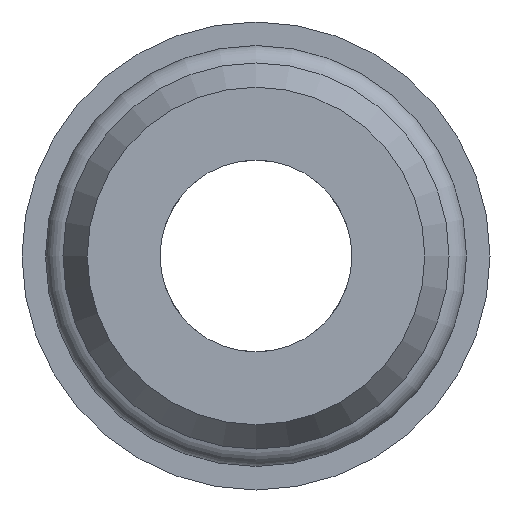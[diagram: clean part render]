
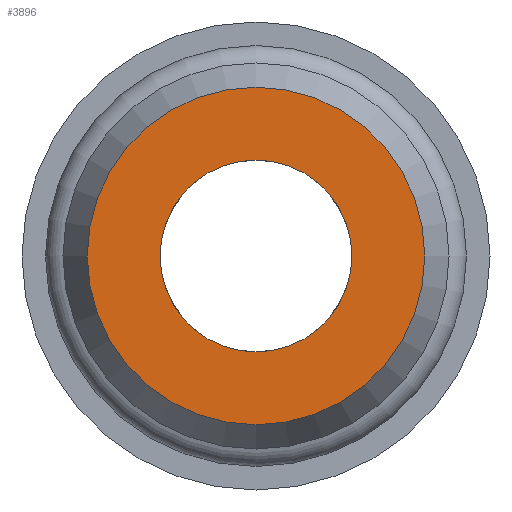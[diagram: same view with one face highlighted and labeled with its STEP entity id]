
A CAD part, front view. The second image highlights one B-rep face of the part: STEP entity #3896.
In plain terms, the highlighted planar face has unit normal (0, -1, 0).
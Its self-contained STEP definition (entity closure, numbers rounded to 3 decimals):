
#95=CIRCLE('',#3961,7.211);
#119=CIRCLE('',#4046,4.1);
#868=ORIENTED_EDGE('',*,*,#1357,.F.);
#869=ORIENTED_EDGE('',*,*,#1181,.T.);
#1181=EDGE_CURVE('',#1546,#1546,#95,.T.);
#1357=EDGE_CURVE('',#1642,#1642,#119,.T.);
#1546=VERTEX_POINT('',#6313);
#1642=VERTEX_POINT('',#7849);
#2307=EDGE_LOOP('',(#868));
#2308=EDGE_LOOP('',(#869));
#2506=FACE_BOUND('',#2307,.T.);
#2507=FACE_BOUND('',#2308,.T.);
#2624=PLANE('',#4060);
#3896=ADVANCED_FACE('',(#2506,#2507),#2624,.T.);
#3961=AXIS2_PLACEMENT_3D('',#6312,#4269,#4270);
#4046=AXIS2_PLACEMENT_3D('',#7848,#4552,#4553);
#4060=AXIS2_PLACEMENT_3D('',#8161,#4590,#4591);
#4269=DIRECTION('',(0.,-1.,0.));
#4270=DIRECTION('',(0.,0.,-1.));
#4552=DIRECTION('',(0.,-1.,0.));
#4553=DIRECTION('',(0.,0.,-1.));
#4590=DIRECTION('',(0.,-1.,0.));
#4591=DIRECTION('',(0.,0.,-1.));
#6312=CARTESIAN_POINT('',(0.,0.,0.));
#6313=CARTESIAN_POINT('',(0.,0.,-7.211));
#7848=CARTESIAN_POINT('',(0.,0.,0.));
#7849=CARTESIAN_POINT('',(0.,0.,-4.1));
#8161=CARTESIAN_POINT('',(0.,0.,0.));
